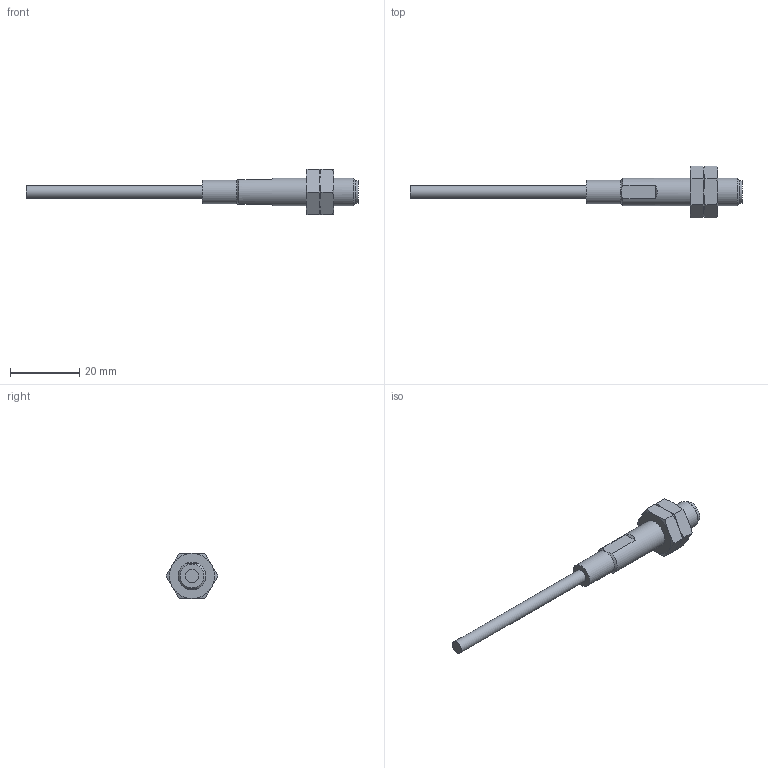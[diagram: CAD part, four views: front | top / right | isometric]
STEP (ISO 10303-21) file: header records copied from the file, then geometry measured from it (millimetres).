
FILE_DESCRIPTION (( 'STEP AP214' ), '1' );
FILE_NAME ('WSE-A0-3E.STEP', '2018-08-24T14:17:07', ( '' ), ( '' ), 'SwSTEP 2.0', 'SolidWorks 2017', '' );
FILE_SCHEMA (( 'AUTOMOTIVE_DESIGN' ));
Length unit declared in the file: inch
Products named in the file (1): WSE-A0-3E
Bounding box: 95.85 x 15.01 x 13 mm (x, y, z)
Volume: 3479 mm3; surface area: 2690.5 mm2
Topology: 3 solids, 3 shells, 61 faces, 132 edges, 80 vertices
Faces by surface type: cone 30, plane 25, cylinder 6
Full cylindrical faces by diameter (mm): 3.7 x1, 6.55 x1, 6.85 x1, 6.917 x2, 8 x1
Entity records: 2443 total; most frequent: CARTESIAN_POINT 420, DIRECTION 228, ORIENTED_EDGE 226, EDGE_CURVE 113, AXIS2_PLACEMENT_3D 105, EDGE_LOOP 80, VERTEX_POINT 73, FACE_OUTER_BOUND 67
